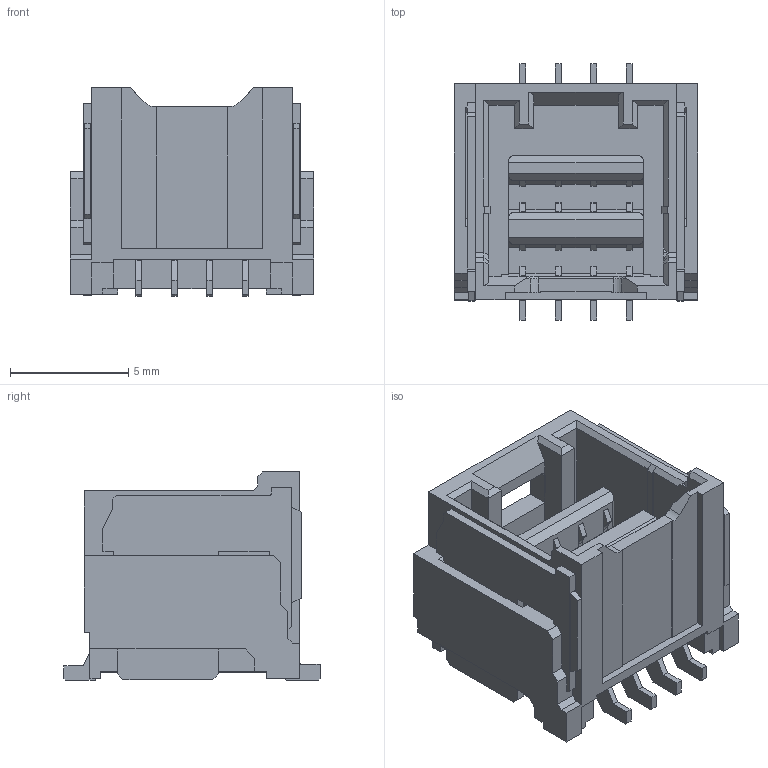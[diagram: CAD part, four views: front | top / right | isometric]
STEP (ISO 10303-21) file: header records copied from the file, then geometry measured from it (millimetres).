
FILE_DESCRIPTION((''),'2;1');
FILE_NAME('5031540890','2016-03-14T',('me'),(''),'PRO/ENGINEER BY PARAMETRIC TECHNOLOGY CORPORATION, 2012310','PRO/ENGINEER BY PARAMETRIC TECHNOLOGY CORPORATION, 2012310','');
FILE_SCHEMA(('CONFIG_CONTROL_DESIGN'));
Length unit declared in the file: millimetre
Products named in the file (1): 5031540890
Bounding box: 10.3 x 10.85 x 8.82 mm (x, y, z)
Volume: 434.8 mm3; surface area: 839.2 mm2
Topology: 1 solids, 1 shells, 463 faces, 1384 edges, 924 vertices
Faces by surface type: plane 411, cylinder 50, cone 2
Entity records: 15333 total; most frequent: CARTESIAN_POINT 2812, ORIENTED_EDGE 2688, DIRECTION 2388, EDGE_CURVE 1344, VECTOR 1280, LINE 1280, VERTEX_POINT 884, AXIS2_PLACEMENT_3D 554
